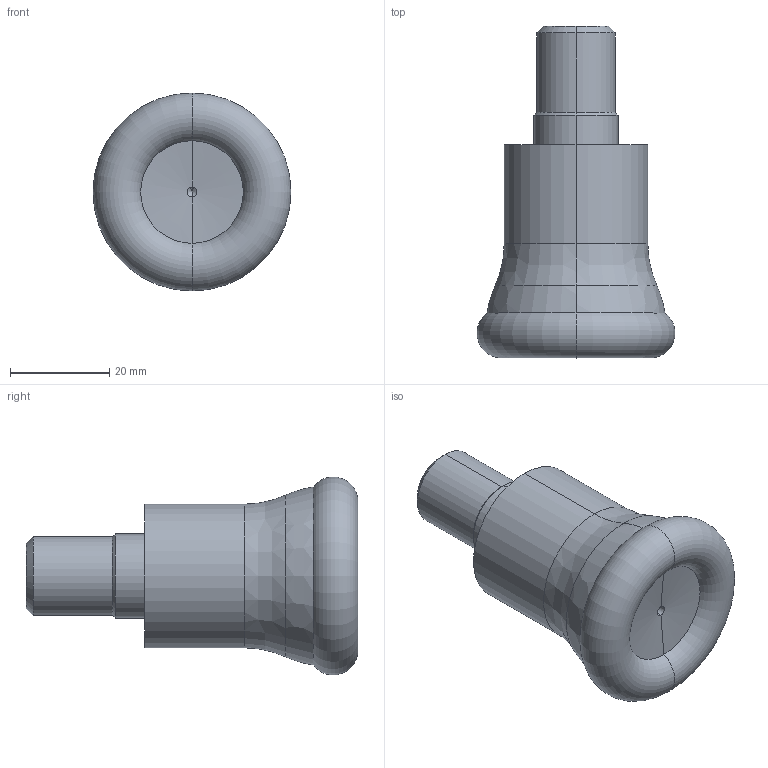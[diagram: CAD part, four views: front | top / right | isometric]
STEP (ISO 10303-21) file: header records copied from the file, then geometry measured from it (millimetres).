
FILE_DESCRIPTION (( 'STEP AP203' ), '1' );
FILE_NAME ('S809-40-43-05-10-.STEP', '2019-04-05T08:33:27', ( '' ), ( '' ), 'SwSTEP 2.0', 'SolidWorks 2018', '' );
FILE_SCHEMA (( 'CONFIG_CONTROL_DESIGN' ));
Length unit declared in the file: millimetre
Products named in the file (1): S809-40-43-05-10-
Bounding box: 39.98 x 67 x 39.98 mm (x, y, z)
Volume: 38262.3 mm3; surface area: 7411.2 mm2
Topology: 1 solids, 1 shells, 28 faces, 58 edges, 30 vertices
Faces by surface type: cylinder 10, cone 10, bspline 4, torus 2, plane 2
Entity records: 829 total; most frequent: CARTESIAN_POINT 173, DIRECTION 138, ORIENTED_EDGE 108, AXIS2_PLACEMENT_3D 59, EDGE_CURVE 54, CIRCLE 34, EDGE_LOOP 30, VERTEX_POINT 30
